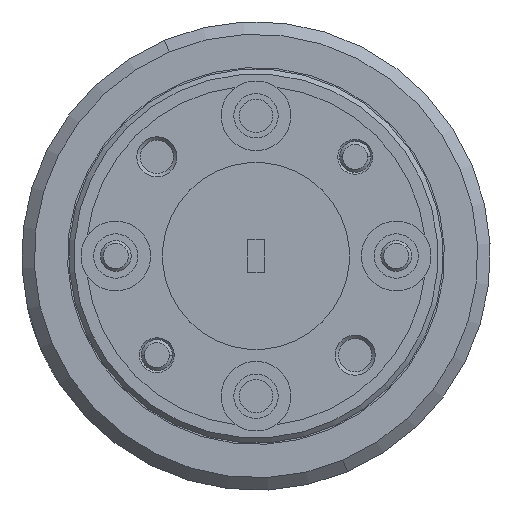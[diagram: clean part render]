
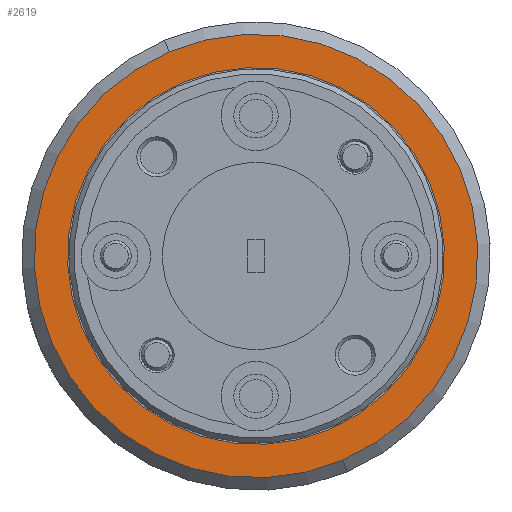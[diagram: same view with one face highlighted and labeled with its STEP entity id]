
A CAD part, left-side view. The second image highlights one B-rep face of the part: STEP entity #2619.
In plain terms, the highlighted planar face has unit normal (-1, 0, 0).
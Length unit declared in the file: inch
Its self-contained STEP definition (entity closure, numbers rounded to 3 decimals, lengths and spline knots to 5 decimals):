
#90 = DIRECTION ( 'NONE',  ( 1., 0., 0. ) ) ;
#92 = ORIENTED_EDGE ( 'NONE', *, *, #6649, .T. ) ;
#637 = AXIS2_PLACEMENT_3D ( 'NONE', #10321, #8323, #12377 ) ;
#1070 = CARTESIAN_POINT ( 'NONE',  ( -0.66, 0., 0. ) ) ;
#1080 = AXIS2_PLACEMENT_3D ( 'NONE', #4631, #1805, #4077 ) ;
#1148 = AXIS2_PLACEMENT_3D ( 'NONE', #1070, #90, #10252 ) ;
#1461 = CARTESIAN_POINT ( 'NONE',  ( -0.66, 0., 0. ) ) ;
#1660 = VERTEX_POINT ( 'NONE', #12016 ) ;
#1691 = VERTEX_POINT ( 'NONE', #10905 ) ;
#1805 = DIRECTION ( 'NONE',  ( -1., 0., 0. ) ) ;
#2057 = ORIENTED_EDGE ( 'NONE', *, *, #6943, .T. ) ;
#2193 = CIRCLE ( 'NONE', #1148, 0.378 ) ;
#2523 = DIRECTION ( 'NONE',  ( 1., 0., 0. ) ) ;
#2619 = ADVANCED_FACE ( 'NONE', ( #12239, #7184 ), #11252, .F. ) ;
#2795 = EDGE_LOOP ( 'NONE', ( #2057, #92 ) ) ;
#3237 = CIRCLE ( 'NONE', #12329, 0.378 ) ;
#3616 = DIRECTION ( 'NONE',  ( -1., 0., 0. ) ) ;
#3998 = EDGE_CURVE ( 'NONE', #12659, #1691, #4227, .T. ) ;
#4077 = DIRECTION ( 'NONE',  ( 0., -0.391, -0.921 ) ) ;
#4227 = CIRCLE ( 'NONE', #1080, 0.445 ) ;
#4631 = CARTESIAN_POINT ( 'NONE',  ( -0.66, 0., 0. ) ) ;
#6005 = EDGE_LOOP ( 'NONE', ( #11867, #10779 ) ) ;
#6649 = EDGE_CURVE ( 'NONE', #1660, #11595, #3237, .T. ) ;
#6943 = EDGE_CURVE ( 'NONE', #11595, #1660, #2193, .T. ) ;
#7071 = EDGE_CURVE ( 'NONE', #1691, #12659, #11072, .T. ) ;
#7184 = FACE_BOUND ( 'NONE', #2795, .T. ) ;
#7721 = DIRECTION ( 'NONE',  ( 0., -0.391, -0.921 ) ) ;
#8323 = DIRECTION ( 'NONE',  ( 1., 0., 0. ) ) ;
#9578 = AXIS2_PLACEMENT_3D ( 'NONE', #1461, #3616, #12628 ) ;
#9906 = CARTESIAN_POINT ( 'NONE',  ( -0.66, 0.1477, 0.34795 ) ) ;
#10252 = DIRECTION ( 'NONE',  ( 0., -0.391, -0.921 ) ) ;
#10321 = CARTESIAN_POINT ( 'NONE',  ( -0.66, 0., 0. ) ) ;
#10612 = CARTESIAN_POINT ( 'NONE',  ( -0.66, -0.17388, -0.40962 ) ) ;
#10779 = ORIENTED_EDGE ( 'NONE', *, *, #7071, .T. ) ;
#10905 = CARTESIAN_POINT ( 'NONE',  ( -0.66, 0.17388, 0.40962 ) ) ;
#11072 = CIRCLE ( 'NONE', #9578, 0.445 ) ;
#11252 = PLANE ( 'NONE',  #637 ) ;
#11595 = VERTEX_POINT ( 'NONE', #9906 ) ;
#11867 = ORIENTED_EDGE ( 'NONE', *, *, #3998, .T. ) ;
#12016 = CARTESIAN_POINT ( 'NONE',  ( -0.66, -0.1477, -0.34795 ) ) ;
#12239 = FACE_OUTER_BOUND ( 'NONE', #6005, .T. ) ;
#12248 = CARTESIAN_POINT ( 'NONE',  ( -0.66, 0., 0. ) ) ;
#12329 = AXIS2_PLACEMENT_3D ( 'NONE', #12248, #2523, #7721 ) ;
#12377 = DIRECTION ( 'NONE',  ( 0., -0.391, -0.921 ) ) ;
#12628 = DIRECTION ( 'NONE',  ( 0., -0.391, -0.921 ) ) ;
#12659 = VERTEX_POINT ( 'NONE', #10612 ) ;
